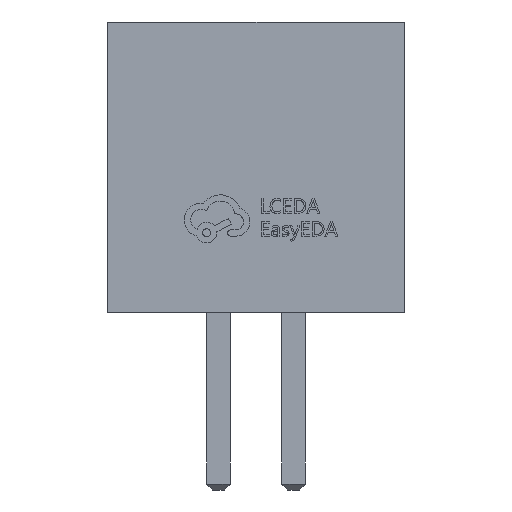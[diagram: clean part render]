
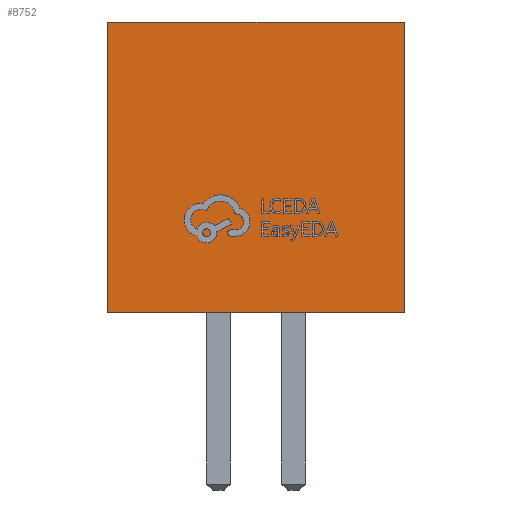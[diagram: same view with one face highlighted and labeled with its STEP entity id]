
A CAD part, left-side view. The second image highlights one B-rep face of the part: STEP entity #8752.
In plain terms, the highlighted planar face has unit normal (-1, 0, 0).
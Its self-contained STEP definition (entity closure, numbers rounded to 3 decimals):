
#178 = EDGE_CURVE ( 'NONE', #10365, #17512, #1138, .T. ) ;
#697 = LINE ( 'NONE', #20328, #10433 ) ;
#1138 = LINE ( 'NONE', #22746, #5394 ) ;
#1246 = VERTEX_POINT ( 'NONE', #3259 ) ;
#3259 = CARTESIAN_POINT ( 'NONE',  ( -6.275, 2.5, 4.9 ) ) ;
#3284 = ORIENTED_EDGE ( 'NONE', *, *, #19834, .T. ) ;
#3316 = VECTOR ( 'NONE', #9075, 1000. ) ;
#4117 = DIRECTION ( 'NONE',  ( 0., -1., 0. ) ) ;
#5394 = VECTOR ( 'NONE', #20971, 1000. ) ;
#5442 = CARTESIAN_POINT ( 'NONE',  ( -6.275, 2.5, 4.9 ) ) ;
#5658 = LINE ( 'NONE', #5442, #18906 ) ;
#7233 = ORIENTED_EDGE ( 'NONE', *, *, #178, .F. ) ;
#7564 = DIRECTION ( 'NONE',  ( 0., -1., 0. ) ) ;
#8181 = CARTESIAN_POINT ( 'NONE',  ( -6.275, 2.5, 0. ) ) ;
#8752 = ADVANCED_FACE ( 'NONE', ( #10803 ), #20050, .F. ) ;
#9075 = DIRECTION ( 'NONE',  ( 0., 0., -1. ) ) ;
#9587 = ORIENTED_EDGE ( 'NONE', *, *, #17947, .F. ) ;
#10118 = ORIENTED_EDGE ( 'NONE', *, *, #15040, .T. ) ;
#10365 = VERTEX_POINT ( 'NONE', #11623 ) ;
#10433 = VECTOR ( 'NONE', #4117, 1000. ) ;
#10803 = FACE_OUTER_BOUND ( 'NONE', #11403, .T. ) ;
#11150 = CARTESIAN_POINT ( 'NONE',  ( -6.275, 2.5, 4.9 ) ) ;
#11403 = EDGE_LOOP ( 'NONE', ( #10118, #7233, #9587, #3284 ) ) ;
#11623 = CARTESIAN_POINT ( 'NONE',  ( -6.275, -2.5, 4.9 ) ) ;
#13666 = AXIS2_PLACEMENT_3D ( 'NONE', #11150, #16585, #21670 ) ;
#15040 = EDGE_CURVE ( 'NONE', #21375, #17512, #697, .T. ) ;
#16480 = LINE ( 'NONE', #21799, #3316 ) ;
#16585 = DIRECTION ( 'NONE',  ( 1., 0., 0. ) ) ;
#17512 = VERTEX_POINT ( 'NONE', #22355 ) ;
#17947 = EDGE_CURVE ( 'NONE', #1246, #10365, #5658, .T. ) ;
#18906 = VECTOR ( 'NONE', #7564, 1000. ) ;
#19834 = EDGE_CURVE ( 'NONE', #1246, #21375, #16480, .T. ) ;
#20050 = PLANE ( 'NONE',  #13666 ) ;
#20328 = CARTESIAN_POINT ( 'NONE',  ( -6.275, 2.5, 0. ) ) ;
#20971 = DIRECTION ( 'NONE',  ( 0., 0., -1. ) ) ;
#21375 = VERTEX_POINT ( 'NONE', #8181 ) ;
#21670 = DIRECTION ( 'NONE',  ( 0., 0., -1. ) ) ;
#21799 = CARTESIAN_POINT ( 'NONE',  ( -6.275, 2.5, 4.9 ) ) ;
#22355 = CARTESIAN_POINT ( 'NONE',  ( -6.275, -2.5, 0. ) ) ;
#22746 = CARTESIAN_POINT ( 'NONE',  ( -6.275, -2.5, 4.9 ) ) ;
